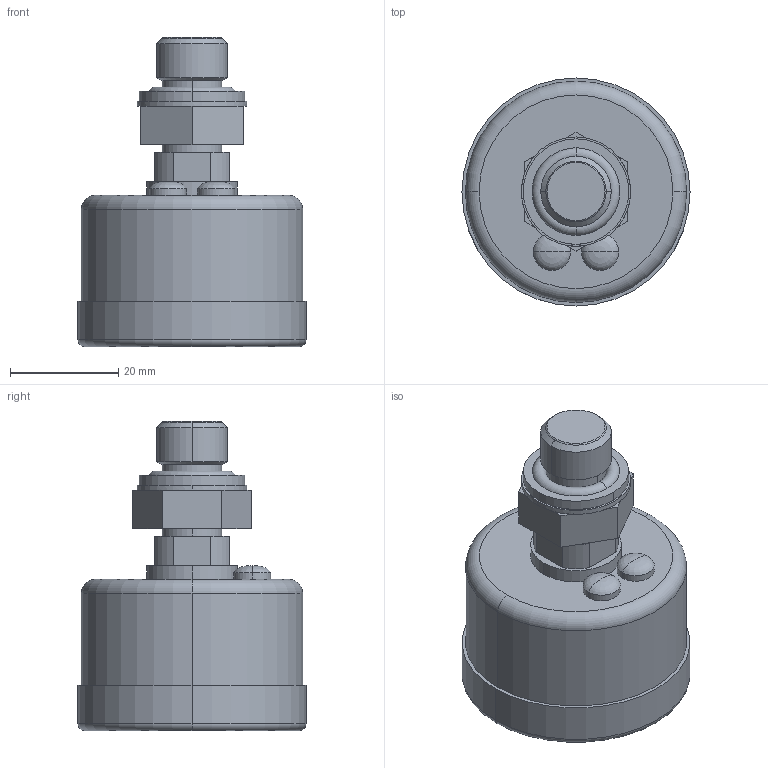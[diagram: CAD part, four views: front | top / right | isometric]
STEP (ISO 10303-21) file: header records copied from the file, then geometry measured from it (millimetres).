
FILE_DESCRIPTION((''),'2;1');
FILE_NAME('ILCML7212200','2013-07-19T',('avl'),(''),'PRO/ENGINEER BY PARAMETRIC TECHNOLOGY CORPORATION, 2007460','PRO/ENGINEER BY PARAMETRIC TECHNOLOGY CORPORATION, 2007460','');
FILE_SCHEMA(('AUTOMOTIVE_DESIGN_CC2 { 1 2 10303 214 -1 1 5 2 }'));
Length unit declared in the file: inch
Products named in the file (1): ILCML7212200
Bounding box: 42.16 x 42.16 x 57.15 mm (x, y, z)
Volume: 40350.4 mm3; surface area: 9271.5 mm2
Topology: 1 solids, 2 shells, 81 faces, 182 edges, 110 vertices
Faces by surface type: plane 33, cylinder 32, torus 8, cone 4, revolution 4
Entity records: 2950 total; most frequent: DIRECTION 430, CARTESIAN_POINT 412, ORIENTED_EDGE 350, PRESENTATION_STYLE_ASSIGNMENT 180, STYLED_ITEM 180, CURVE_STYLE 178, EDGE_CURVE 178, AXIS2_PLACEMENT_3D 174
